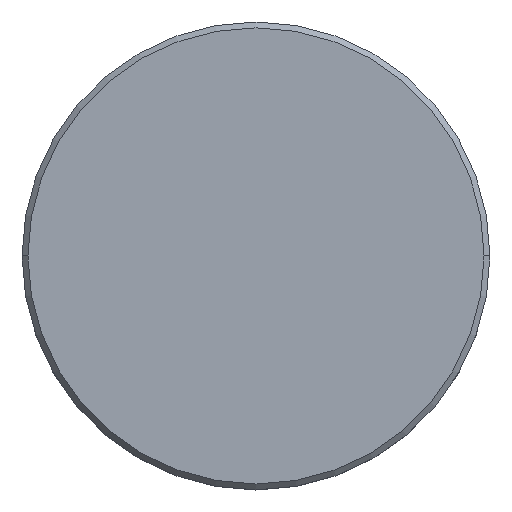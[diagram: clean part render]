
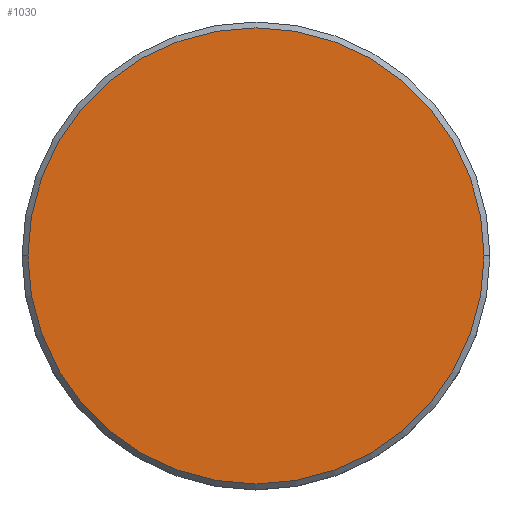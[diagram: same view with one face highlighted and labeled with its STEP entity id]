
A CAD part, top view. The second image highlights one B-rep face of the part: STEP entity #1030.
In plain terms, the highlighted planar face has unit normal (0, 0, 1).
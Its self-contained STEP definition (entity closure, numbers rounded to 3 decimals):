
#93 = AXIS2_PLACEMENT_3D ( 'NONE', #626, #549, #376 ) ;
#137 = DIRECTION ( 'NONE',  ( 0., 0., 1. ) ) ;
#170 = CARTESIAN_POINT ( 'NONE',  ( 19.5, 0., 0. ) ) ;
#213 = CARTESIAN_POINT ( 'NONE',  ( 0., 0., 0. ) ) ;
#279 = FACE_OUTER_BOUND ( 'NONE', #400, .T. ) ;
#316 = VERTEX_POINT ( 'NONE', #358 ) ;
#358 = CARTESIAN_POINT ( 'NONE',  ( -19.5, 0., 0. ) ) ;
#376 = DIRECTION ( 'NONE',  ( 1., 0., 0. ) ) ;
#400 = EDGE_LOOP ( 'NONE', ( #782, #1014 ) ) ;
#474 = AXIS2_PLACEMENT_3D ( 'NONE', #213, #137, #748 ) ;
#480 = DIRECTION ( 'NONE',  ( 1., 0., 0. ) ) ;
#486 = EDGE_CURVE ( 'NONE', #316, #852, #707, .T. ) ;
#527 = CIRCLE ( 'NONE', #474, 19.5 ) ;
#549 = DIRECTION ( 'NONE',  ( 0., 0., 1. ) ) ;
#557 = DIRECTION ( 'NONE',  ( 0., 0., 1. ) ) ;
#626 = CARTESIAN_POINT ( 'NONE',  ( 0., 0., 0. ) ) ;
#707 = CIRCLE ( 'NONE', #874, 19.5 ) ;
#735 = CARTESIAN_POINT ( 'NONE',  ( 0., 0., 0. ) ) ;
#748 = DIRECTION ( 'NONE',  ( 1., 0., 0. ) ) ;
#782 = ORIENTED_EDGE ( 'NONE', *, *, #486, .T. ) ;
#852 = VERTEX_POINT ( 'NONE', #170 ) ;
#874 = AXIS2_PLACEMENT_3D ( 'NONE', #735, #557, #480 ) ;
#1014 = ORIENTED_EDGE ( 'NONE', *, *, #1151, .T. ) ;
#1030 = ADVANCED_FACE ( 'NONE', ( #279 ), #1183, .T. ) ;
#1151 = EDGE_CURVE ( 'NONE', #852, #316, #527, .T. ) ;
#1183 = PLANE ( 'NONE',  #93 ) ;
